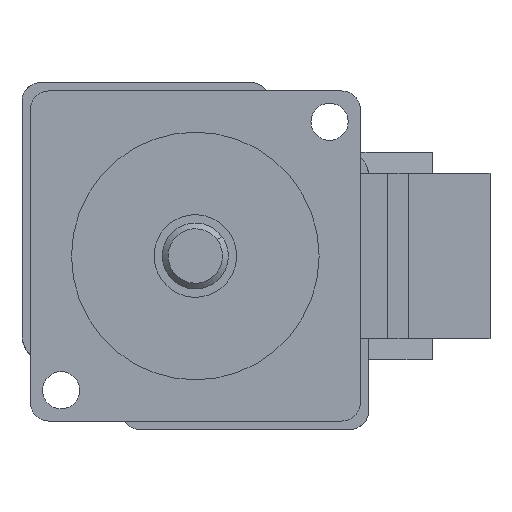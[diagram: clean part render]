
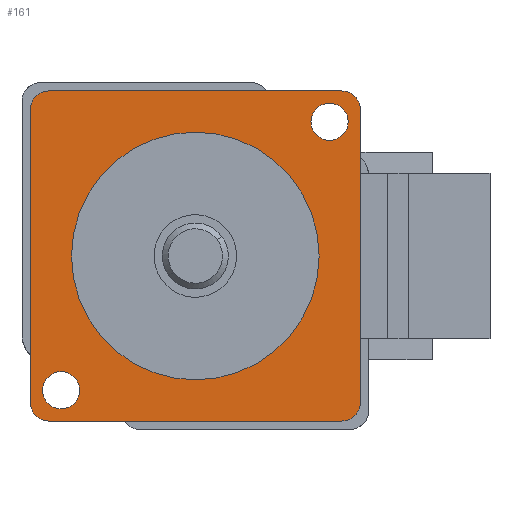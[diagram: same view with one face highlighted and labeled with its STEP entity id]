
A CAD part, left-side view. The second image highlights one B-rep face of the part: STEP entity #161.
In plain terms, the highlighted planar face has unit normal (-1, 0, 0).
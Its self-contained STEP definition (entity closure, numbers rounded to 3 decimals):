
#7 = EDGE_CURVE ( 'NONE', #442, #582, #758, .T. ) ;
#13 = VERTEX_POINT ( 'NONE', #806 ) ;
#16 = VERTEX_POINT ( 'NONE', #834 ) ;
#28 = VERTEX_POINT ( 'NONE', #916 ) ;
#57 = ORIENTED_EDGE ( 'NONE', *, *, #73, .T. ) ;
#73 = EDGE_CURVE ( 'NONE', #431, #101, #1300, .T. ) ;
#101 = VERTEX_POINT ( 'NONE', #1595 ) ;
#150 = ORIENTED_EDGE ( 'NONE', *, *, #173, .F. ) ;
#156 = EDGE_LOOP ( 'NONE', ( #166, #352 ) ) ;
#158 = ORIENTED_EDGE ( 'NONE', *, *, #505, .T. ) ;
#161 = ADVANCED_FACE ( 'NONE', ( #2080, #2081, #2082, #2083 ), #2084, .F. ) ;
#166 = ORIENTED_EDGE ( 'NONE', *, *, #2590, .F. ) ;
#173 = EDGE_CURVE ( 'NONE', #2959, #16, #2171, .T. ) ;
#176 = EDGE_CURVE ( 'NONE', #2996, #608, #2186, .T. ) ;
#256 = EDGE_CURVE ( 'NONE', #101, #431, #2457, .T. ) ;
#275 = EDGE_LOOP ( 'NONE', ( #158, #2444 ) ) ;
#292 = EDGE_LOOP ( 'NONE', ( #931, #2265, #295, #587, #150, #2979, #491, #650 ) ) ;
#295 = ORIENTED_EDGE ( 'NONE', *, *, #537, .F. ) ;
#352 = ORIENTED_EDGE ( 'NONE', *, *, #387, .F. ) ;
#387 = EDGE_CURVE ( 'NONE', #1573, #1731, #2004, .T. ) ;
#431 = VERTEX_POINT ( 'NONE', #826 ) ;
#442 = VERTEX_POINT ( 'NONE', #872 ) ;
#491 = ORIENTED_EDGE ( 'NONE', *, *, #516, .F. ) ;
#505 = EDGE_CURVE ( 'NONE', #582, #442, #1140, .T. ) ;
#515 = EDGE_CURVE ( 'NONE', #16, #28, #1182, .T. ) ;
#516 = EDGE_CURVE ( 'NONE', #608, #3014, #1187, .T. ) ;
#537 = EDGE_CURVE ( 'NONE', #28, #13, #1268, .T. ) ;
#554 = ORIENTED_EDGE ( 'NONE', *, *, #256, .T. ) ;
#582 = VERTEX_POINT ( 'NONE', #1490 ) ;
#587 = ORIENTED_EDGE ( 'NONE', *, *, #515, .F. ) ;
#608 = VERTEX_POINT ( 'NONE', #1602 ) ;
#650 = ORIENTED_EDGE ( 'NONE', *, *, #176, .F. ) ;
#758 = CIRCLE ( 'NONE', #759, 2.25 ) ;
#759 = AXIS2_PLACEMENT_3D ( 'NONE', #760, #761, #762 ) ;
#760 = CARTESIAN_POINT ( 'NONE',  ( 0., 16.263, -16.263 ) ) ;
#761 = DIRECTION ( 'NONE',  ( 1., 0., 0. ) ) ;
#762 = DIRECTION ( 'NONE',  ( 0., 0., -1. ) ) ;
#806 = CARTESIAN_POINT ( 'NONE',  ( 0., -17.75, -20. ) ) ;
#826 = CARTESIAN_POINT ( 'NONE',  ( 0., -16.263, 14.013 ) ) ;
#834 = CARTESIAN_POINT ( 'NONE',  ( 0., -20., 17.75 ) ) ;
#872 = CARTESIAN_POINT ( 'NONE',  ( 0., 16.263, -18.513 ) ) ;
#896 = CARTESIAN_POINT ( 'NONE',  ( 0., -17.75, 20. ) ) ;
#916 = CARTESIAN_POINT ( 'NONE',  ( 0., -20., -17.75 ) ) ;
#931 = ORIENTED_EDGE ( 'NONE', *, *, #1231, .F. ) ;
#1140 = CIRCLE ( 'NONE', #1141, 2.25 ) ;
#1141 = AXIS2_PLACEMENT_3D ( 'NONE', #1142, #1143, #1144 ) ;
#1142 = CARTESIAN_POINT ( 'NONE',  ( 0., 16.263, -16.263 ) ) ;
#1143 = DIRECTION ( 'NONE',  ( 1., 0., 0. ) ) ;
#1144 = DIRECTION ( 'NONE',  ( 0., 0., -1. ) ) ;
#1182 = LINE ( 'NONE', #1183, #1184 ) ;
#1183 = CARTESIAN_POINT ( 'NONE',  ( 0., -20., 17.75 ) ) ;
#1184 = VECTOR ( 'NONE', #1185, 1000. ) ;
#1185 = DIRECTION ( 'NONE',  ( 0., 0., -1. ) ) ;
#1187 = CIRCLE ( 'NONE', #1188, 2.25 ) ;
#1188 = AXIS2_PLACEMENT_3D ( 'NONE', #1189, #1190, #1191 ) ;
#1189 = CARTESIAN_POINT ( 'NONE',  ( 0., 17.75, 17.75 ) ) ;
#1190 = DIRECTION ( 'NONE',  ( 1., 0., 0. ) ) ;
#1191 = DIRECTION ( 'NONE',  ( 0., 0., -1. ) ) ;
#1231 = EDGE_CURVE ( 'NONE', #1378, #2996, #2438, .T. ) ;
#1268 = CIRCLE ( 'NONE', #1269, 2.25 ) ;
#1269 = AXIS2_PLACEMENT_3D ( 'NONE', #1272, #1273, #1274 ) ;
#1272 = CARTESIAN_POINT ( 'NONE',  ( 0., -17.75, -17.75 ) ) ;
#1273 = DIRECTION ( 'NONE',  ( 1., 0., 0. ) ) ;
#1274 = DIRECTION ( 'NONE',  ( 0., 0., -1. ) ) ;
#1300 = CIRCLE ( 'NONE', #1301, 2.25 ) ;
#1301 = AXIS2_PLACEMENT_3D ( 'NONE', #1302, #1303, #1309 ) ;
#1302 = CARTESIAN_POINT ( 'NONE',  ( 0., -16.263, 16.263 ) ) ;
#1303 = DIRECTION ( 'NONE',  ( 1., 0., 0. ) ) ;
#1309 = DIRECTION ( 'NONE',  ( 0., 0., -1. ) ) ;
#1339 = CARTESIAN_POINT ( 'NONE',  ( 0., 20., -17.75 ) ) ;
#1378 = VERTEX_POINT ( 'NONE', #2529 ) ;
#1394 = LINE ( 'NONE', #1396, #1397 ) ;
#1396 = CARTESIAN_POINT ( 'NONE',  ( 0., 17.75, 20. ) ) ;
#1397 = VECTOR ( 'NONE', #1398, 1000. ) ;
#1398 = DIRECTION ( 'NONE',  ( 0., -1., 0. ) ) ;
#1454 = CARTESIAN_POINT ( 'NONE',  ( 0., -15., 0. ) ) ;
#1490 = CARTESIAN_POINT ( 'NONE',  ( 0., 16.263, -14.013 ) ) ;
#1555 = CARTESIAN_POINT ( 'NONE',  ( 0., 17.75, 20. ) ) ;
#1573 = VERTEX_POINT ( 'NONE', #2599 ) ;
#1595 = CARTESIAN_POINT ( 'NONE',  ( 0., -16.263, 18.513 ) ) ;
#1602 = CARTESIAN_POINT ( 'NONE',  ( 0., 20., 17.75 ) ) ;
#1731 = VERTEX_POINT ( 'NONE', #1454 ) ;
#2004 = CIRCLE ( 'NONE', #2005, 15. ) ;
#2005 = AXIS2_PLACEMENT_3D ( 'NONE', #2006, #2007, #2008 ) ;
#2006 = CARTESIAN_POINT ( 'NONE',  ( 0., 0., 0. ) ) ;
#2007 = DIRECTION ( 'NONE',  ( -1., 0., 0. ) ) ;
#2008 = DIRECTION ( 'NONE',  ( 0., -1., 0. ) ) ;
#2046 = LINE ( 'NONE', #2047, #2048 ) ;
#2047 = CARTESIAN_POINT ( 'NONE',  ( 0., 17.75, -20. ) ) ;
#2048 = VECTOR ( 'NONE', #2049, 1000. ) ;
#2049 = DIRECTION ( 'NONE',  ( 0., 1., 0. ) ) ;
#2075 = CIRCLE ( 'NONE', #2076, 15. ) ;
#2076 = AXIS2_PLACEMENT_3D ( 'NONE', #2077, #2078, #2079 ) ;
#2077 = CARTESIAN_POINT ( 'NONE',  ( 0., 0., 0. ) ) ;
#2078 = DIRECTION ( 'NONE',  ( -1., 0., 0. ) ) ;
#2079 = DIRECTION ( 'NONE',  ( 0., -1., 0. ) ) ;
#2080 = FACE_OUTER_BOUND ( 'NONE', #292, .T. ) ;
#2081 = FACE_BOUND ( 'NONE', #156, .T. ) ;
#2082 = FACE_BOUND ( 'NONE', #2985, .T. ) ;
#2083 = FACE_BOUND ( 'NONE', #275, .T. ) ;
#2084 = PLANE ( 'NONE',  #2085 ) ;
#2085 = AXIS2_PLACEMENT_3D ( 'NONE', #2086, #2087, #2088 ) ;
#2086 = CARTESIAN_POINT ( 'NONE',  ( 0., 15., 0. ) ) ;
#2087 = DIRECTION ( 'NONE',  ( 1., 0., 0. ) ) ;
#2088 = DIRECTION ( 'NONE',  ( 0., 1., 0. ) ) ;
#2171 = CIRCLE ( 'NONE', #2172, 2.25 ) ;
#2172 = AXIS2_PLACEMENT_3D ( 'NONE', #2173, #2174, #2175 ) ;
#2173 = CARTESIAN_POINT ( 'NONE',  ( 0., -17.75, 17.75 ) ) ;
#2174 = DIRECTION ( 'NONE',  ( 1., 0., 0. ) ) ;
#2175 = DIRECTION ( 'NONE',  ( 0., 0., -1. ) ) ;
#2186 = LINE ( 'NONE', #2187, #2188 ) ;
#2187 = CARTESIAN_POINT ( 'NONE',  ( 0., 20., 17.75 ) ) ;
#2188 = VECTOR ( 'NONE', #2189, 1000. ) ;
#2189 = DIRECTION ( 'NONE',  ( 0., 0., 1. ) ) ;
#2265 = ORIENTED_EDGE ( 'NONE', *, *, #2569, .F. ) ;
#2438 = CIRCLE ( 'NONE', #2439, 2.25 ) ;
#2439 = AXIS2_PLACEMENT_3D ( 'NONE', #2440, #2441, #2442 ) ;
#2440 = CARTESIAN_POINT ( 'NONE',  ( 0., 17.75, -17.75 ) ) ;
#2441 = DIRECTION ( 'NONE',  ( 1., 0., 0. ) ) ;
#2442 = DIRECTION ( 'NONE',  ( 0., 0., -1. ) ) ;
#2444 = ORIENTED_EDGE ( 'NONE', *, *, #7, .T. ) ;
#2457 = CIRCLE ( 'NONE', #2458, 2.25 ) ;
#2458 = AXIS2_PLACEMENT_3D ( 'NONE', #2459, #2460, #2461 ) ;
#2459 = CARTESIAN_POINT ( 'NONE',  ( 0., -16.263, 16.263 ) ) ;
#2460 = DIRECTION ( 'NONE',  ( 1., 0., 0. ) ) ;
#2461 = DIRECTION ( 'NONE',  ( 0., 0., -1. ) ) ;
#2529 = CARTESIAN_POINT ( 'NONE',  ( 0., 17.75, -20. ) ) ;
#2569 = EDGE_CURVE ( 'NONE', #13, #1378, #2046, .T. ) ;
#2590 = EDGE_CURVE ( 'NONE', #1731, #1573, #2075, .T. ) ;
#2599 = CARTESIAN_POINT ( 'NONE',  ( 0., 15., 0. ) ) ;
#2959 = VERTEX_POINT ( 'NONE', #896 ) ;
#2979 = ORIENTED_EDGE ( 'NONE', *, *, #3002, .F. ) ;
#2985 = EDGE_LOOP ( 'NONE', ( #554, #57 ) ) ;
#2996 = VERTEX_POINT ( 'NONE', #1339 ) ;
#3002 = EDGE_CURVE ( 'NONE', #3014, #2959, #1394, .T. ) ;
#3014 = VERTEX_POINT ( 'NONE', #1555 ) ;
